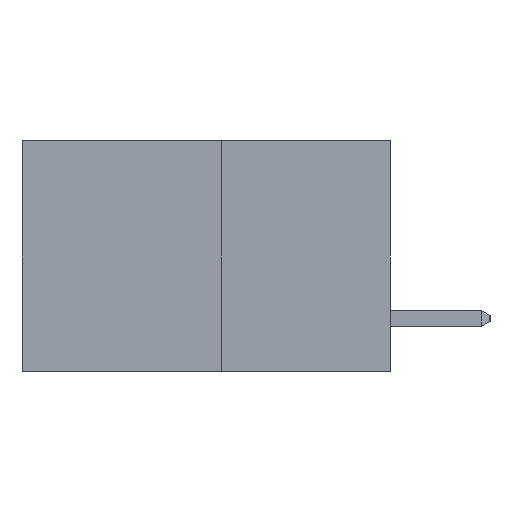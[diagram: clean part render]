
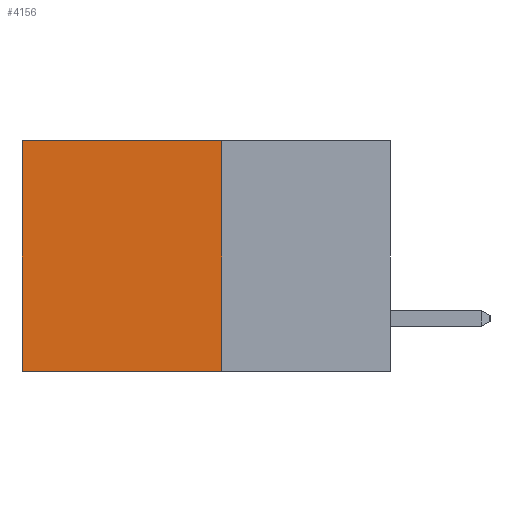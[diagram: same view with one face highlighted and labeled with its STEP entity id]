
A CAD part, left-side view. The second image highlights one B-rep face of the part: STEP entity #4156.
In plain terms, the highlighted planar face has unit normal (-1, 0, 0).
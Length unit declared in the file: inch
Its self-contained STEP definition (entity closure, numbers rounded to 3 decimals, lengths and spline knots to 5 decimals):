
#62 = CARTESIAN_POINT ( 'NONE',  ( 0.277, 0.59, 0. ) ) ;
#497 = VECTOR ( 'NONE', #16539, 39.37008 ) ;
#1000 = VECTOR ( 'NONE', #20324, 39.37008 ) ;
#1123 = EDGE_CURVE ( 'NONE', #9706, #4670, #6503, .T. ) ;
#1592 = EDGE_CURVE ( 'NONE', #4670, #6129, #9515, .T. ) ;
#2422 = FACE_OUTER_BOUND ( 'NONE', #9001, .T. ) ;
#3009 = ORIENTED_EDGE ( 'NONE', *, *, #1592, .T. ) ;
#4018 = DIRECTION ( 'NONE',  ( 1., 0., 0. ) ) ;
#4156 = ADVANCED_FACE ( 'NONE', ( #2422 ), #4274, .F. ) ;
#4274 = PLANE ( 'NONE',  #12686 ) ;
#4302 = DIRECTION ( 'NONE',  ( 0., 0., -1. ) ) ;
#4438 = EDGE_CURVE ( 'NONE', #8564, #6129, #11573, .T. ) ;
#4670 = VERTEX_POINT ( 'NONE', #62 ) ;
#4809 = VECTOR ( 'NONE', #18247, 39.37008 ) ;
#5891 = CARTESIAN_POINT ( 'NONE',  ( 0.277, 0.27, 0. ) ) ;
#6129 = VERTEX_POINT ( 'NONE', #18491 ) ;
#6503 = LINE ( 'NONE', #5891, #10662 ) ;
#7860 = CARTESIAN_POINT ( 'NONE',  ( 0.277, 0.27, -0.37 ) ) ;
#8382 = ORIENTED_EDGE ( 'NONE', *, *, #4438, .F. ) ;
#8564 = VERTEX_POINT ( 'NONE', #20240 ) ;
#9001 = EDGE_LOOP ( 'NONE', ( #3009, #8382, #12530, #9749 ) ) ;
#9124 = EDGE_CURVE ( 'NONE', #9706, #8564, #14580, .T. ) ;
#9515 = LINE ( 'NONE', #16743, #4809 ) ;
#9706 = VERTEX_POINT ( 'NONE', #21787 ) ;
#9749 = ORIENTED_EDGE ( 'NONE', *, *, #1123, .T. ) ;
#10171 = CARTESIAN_POINT ( 'NONE',  ( 0.277, 0.27, -0.37 ) ) ;
#10662 = VECTOR ( 'NONE', #10715, 39.37008 ) ;
#10715 = DIRECTION ( 'NONE',  ( 0., 1., 0. ) ) ;
#11573 = LINE ( 'NONE', #21717, #1000 ) ;
#12530 = ORIENTED_EDGE ( 'NONE', *, *, #9124, .F. ) ;
#12686 = AXIS2_PLACEMENT_3D ( 'NONE', #10171, #4018, #4302 ) ;
#14580 = LINE ( 'NONE', #7860, #497 ) ;
#16539 = DIRECTION ( 'NONE',  ( 0., 0., -1. ) ) ;
#16743 = CARTESIAN_POINT ( 'NONE',  ( 0.277, 0.59, -0.37 ) ) ;
#18247 = DIRECTION ( 'NONE',  ( 0., 0., -1. ) ) ;
#18491 = CARTESIAN_POINT ( 'NONE',  ( 0.277, 0.59, -0.37 ) ) ;
#20240 = CARTESIAN_POINT ( 'NONE',  ( 0.277, 0.27, -0.37 ) ) ;
#20324 = DIRECTION ( 'NONE',  ( 0., 1., 0. ) ) ;
#21717 = CARTESIAN_POINT ( 'NONE',  ( 0.277, 0.27, -0.37 ) ) ;
#21787 = CARTESIAN_POINT ( 'NONE',  ( 0.277, 0.27, 0. ) ) ;
